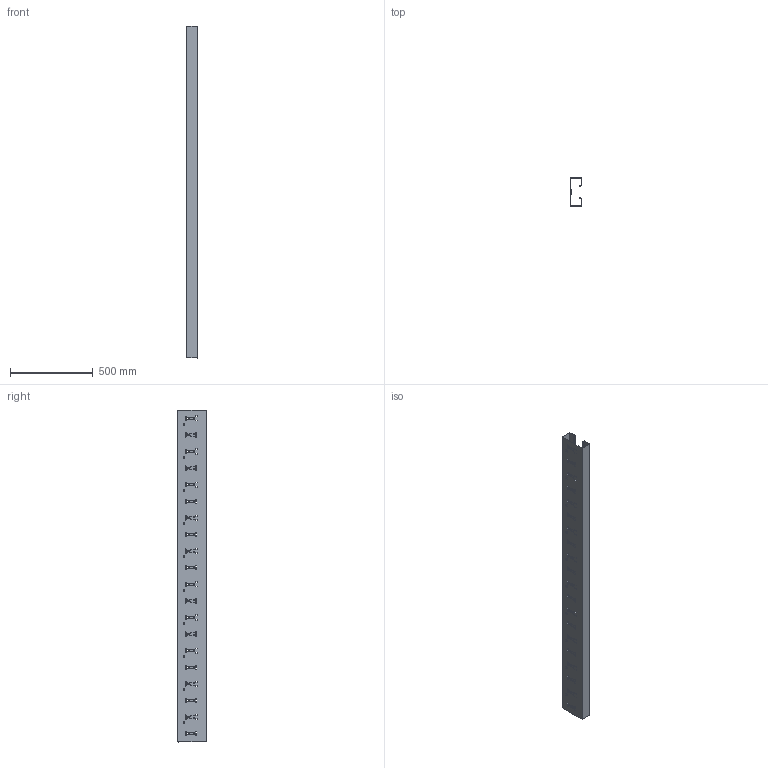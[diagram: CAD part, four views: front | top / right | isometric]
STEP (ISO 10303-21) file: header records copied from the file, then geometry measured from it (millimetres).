
FILE_DESCRIPTION((''),'2;1');
FILE_NAME('20003099P01','2023-05-04T12:38:51',('sivasanker.y'),(''),'CREO PARAMETRIC BY PTC INC, 2021284','CREO PARAMETRIC BY PTC INC, 2021284','');
FILE_SCHEMA(('CONFIG_CONTROL_DESIGN'));
Length unit declared in the file: millimetre
Products named in the file (1): 20003099P01
Bounding box: 65 x 169.98 x 2000 mm (x, y, z)
Volume: 685679.8 mm3; surface area: 1723311.1 mm2
Topology: 1 solids, 1 shells, 914 faces, 2556 edges, 1644 vertices
Faces by surface type: plane 594, cylinder 320
Entity records: 30098 total; most frequent: CARTESIAN_POINT 5714, ORIENTED_EDGE 5112, DIRECTION 5004, EDGE_CURVE 2556, VECTOR 1896, LINE 1896, VERTEX_POINT 1644, AXIS2_PLACEMENT_3D 1554
